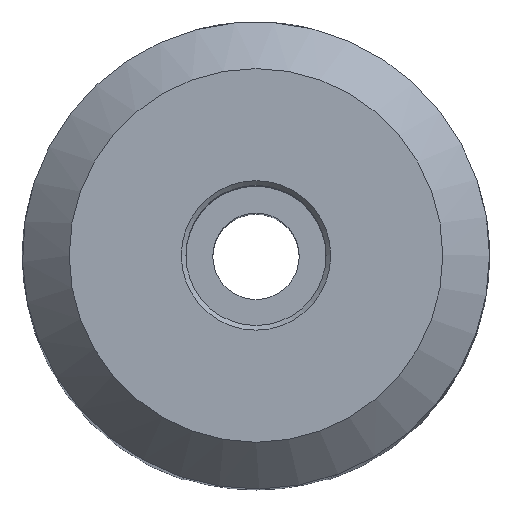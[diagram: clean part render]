
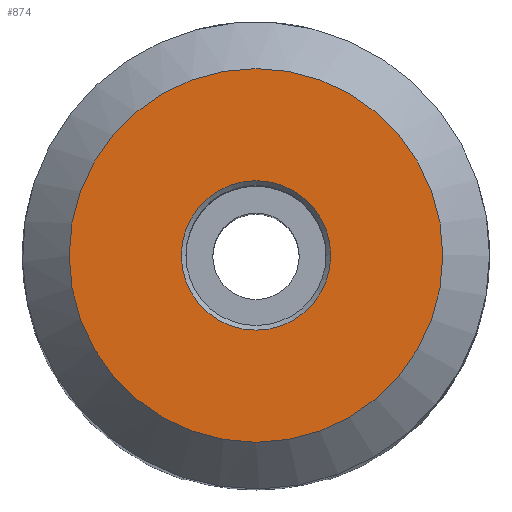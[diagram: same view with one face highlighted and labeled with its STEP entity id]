
A CAD part, top view. The second image highlights one B-rep face of the part: STEP entity #874.
In plain terms, the highlighted planar face has unit normal (0, 0, 1).
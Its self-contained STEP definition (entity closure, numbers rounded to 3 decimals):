
#107 = DIRECTION ( 'NONE',  ( 0., 0., 1. ) ) ;
#137 = CARTESIAN_POINT ( 'NONE',  ( 0., 0., 65. ) ) ;
#181 = CARTESIAN_POINT ( 'NONE',  ( 0., 0., 65. ) ) ;
#191 = VERTEX_POINT ( 'NONE', #517 ) ;
#267 = ORIENTED_EDGE ( 'NONE', *, *, #411, .T. ) ;
#291 = VERTEX_POINT ( 'NONE', #543 ) ;
#407 = DIRECTION ( 'NONE',  ( 1., 0., 0. ) ) ;
#411 = EDGE_CURVE ( 'NONE', #291, #291, #455, .T. ) ;
#413 = FACE_BOUND ( 'NONE', #423, .T. ) ;
#418 = EDGE_LOOP ( 'NONE', ( #663 ) ) ;
#423 = EDGE_LOOP ( 'NONE', ( #267 ) ) ;
#455 = CIRCLE ( 'NONE', #639, 3.2 ) ;
#484 = FACE_OUTER_BOUND ( 'NONE', #418, .T. ) ;
#494 = CARTESIAN_POINT ( 'NONE',  ( 0., 0., 65. ) ) ;
#511 = DIRECTION ( 'NONE',  ( 1., 0., 0. ) ) ;
#517 = CARTESIAN_POINT ( 'NONE',  ( 8., 0., 65. ) ) ;
#543 = CARTESIAN_POINT ( 'NONE',  ( 3.2, 0., 65. ) ) ;
#583 = CIRCLE ( 'NONE', #818, 8. ) ;
#639 = AXIS2_PLACEMENT_3D ( 'NONE', #137, #911, #1067 ) ;
#663 = ORIENTED_EDGE ( 'NONE', *, *, #1049, .T. ) ;
#785 = AXIS2_PLACEMENT_3D ( 'NONE', #494, #832, #407 ) ;
#818 = AXIS2_PLACEMENT_3D ( 'NONE', #181, #107, #511 ) ;
#832 = DIRECTION ( 'NONE',  ( 0., 0., 1. ) ) ;
#874 = ADVANCED_FACE ( 'NONE', ( #413, #484 ), #942, .T. ) ;
#911 = DIRECTION ( 'NONE',  ( 0., 0., -1. ) ) ;
#942 = PLANE ( 'NONE',  #785 ) ;
#1049 = EDGE_CURVE ( 'NONE', #191, #191, #583, .T. ) ;
#1067 = DIRECTION ( 'NONE',  ( 1., 0., 0. ) ) ;
